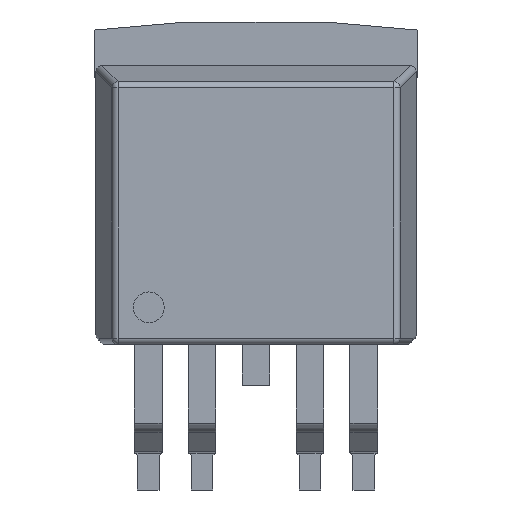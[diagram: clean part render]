
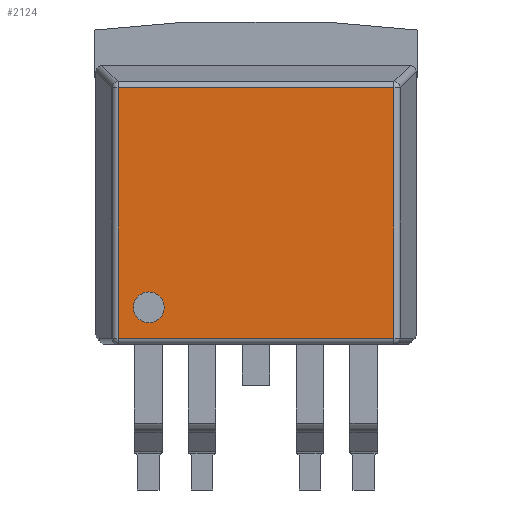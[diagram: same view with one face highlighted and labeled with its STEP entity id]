
A CAD part, top view. The second image highlights one B-rep face of the part: STEP entity #2124.
In plain terms, the highlighted planar face has unit normal (0, 0, 1).
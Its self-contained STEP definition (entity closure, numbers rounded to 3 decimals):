
#74=LINE('',#3166,#305);
#77=LINE('',#3184,#308);
#79=LINE('',#3187,#310);
#83=LINE('',#3193,#314);
#305=VECTOR('',#2533,8.964);
#308=VECTOR('',#2554,8.132);
#310=VECTOR('',#2558,8.964);
#314=VECTOR('',#2566,8.132);
#515=PLANE('',#2284);
#590=FACE_BOUND('',#753,.T.);
#626=FACE_OUTER_BOUND('',#752,.T.);
#752=EDGE_LOOP('',(#1573,#1574,#1575,#1576));
#753=EDGE_LOOP('',(#1577));
#839=CIRCLE('',#2213,0.5);
#895=VERTEX_POINT('',#3042);
#933=VERTEX_POINT('',#3137);
#943=VERTEX_POINT('',#3162);
#946=VERTEX_POINT('',#3172);
#949=VERTEX_POINT('',#3179);
#1093=EDGE_CURVE('',#895,#895,#839,.T.);
#1151=EDGE_CURVE('',#933,#943,#74,.T.);
#1160=EDGE_CURVE('',#943,#949,#77,.T.);
#1162=EDGE_CURVE('',#949,#946,#79,.T.);
#1166=EDGE_CURVE('',#946,#933,#83,.T.);
#1573=ORIENTED_EDGE('',*,*,#1151,.F.);
#1574=ORIENTED_EDGE('',*,*,#1166,.F.);
#1575=ORIENTED_EDGE('',*,*,#1162,.F.);
#1576=ORIENTED_EDGE('',*,*,#1160,.F.);
#1577=ORIENTED_EDGE('',*,*,#1093,.T.);
#2124=ADVANCED_FACE('',(#626,#590),#515,.T.);
#2213=AXIS2_PLACEMENT_3D('',#3043,#2415,#2416);
#2284=AXIS2_PLACEMENT_3D('',#3277,#2637,#2638);
#2415=DIRECTION('center_axis',(0.,0.,-1.));
#2416=DIRECTION('ref_axis',(1.,0.,0.));
#2533=DIRECTION('',(-1.,0.,0.));
#2554=DIRECTION('',(0.,1.,0.));
#2558=DIRECTION('',(1.,0.,0.));
#2566=DIRECTION('',(0.,-1.,0.));
#2637=DIRECTION('center_axis',(0.,0.,1.));
#2638=DIRECTION('ref_axis',(1.,0.,0.));
#3042=CARTESIAN_POINT('',(-3.982,-1.675,4.55));
#3043=CARTESIAN_POINT('Origin',(-3.482,-1.675,4.55));
#3137=CARTESIAN_POINT('',(4.482,-2.675,4.55));
#3162=CARTESIAN_POINT('',(-4.482,-2.675,4.55));
#3166=CARTESIAN_POINT('',(-2.6,-2.675,4.55));
#3172=CARTESIAN_POINT('',(4.482,5.457,4.55));
#3179=CARTESIAN_POINT('',(-4.482,5.457,4.55));
#3184=CARTESIAN_POINT('',(-4.482,2.781,4.55));
#3187=CARTESIAN_POINT('',(1.3,5.457,4.55));
#3193=CARTESIAN_POINT('',(4.482,0.519,4.55));
#3277=CARTESIAN_POINT('Origin',(0.,1.65,4.55));
